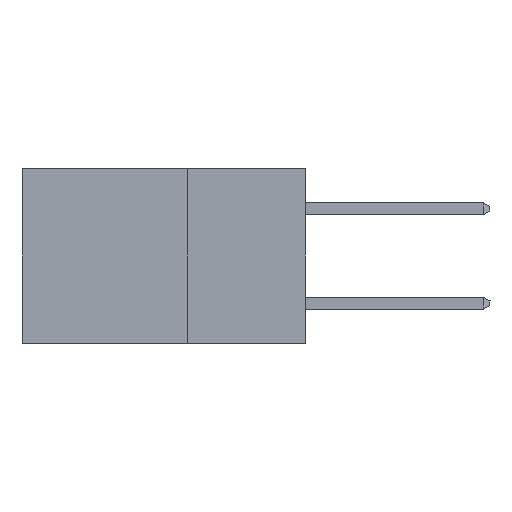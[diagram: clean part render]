
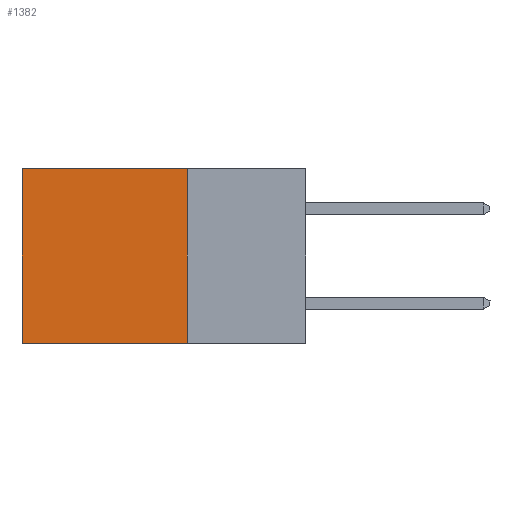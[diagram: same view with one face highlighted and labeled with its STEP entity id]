
A CAD part, left-side view. The second image highlights one B-rep face of the part: STEP entity #1382.
In plain terms, the highlighted planar face has unit normal (-1, 0, 0).
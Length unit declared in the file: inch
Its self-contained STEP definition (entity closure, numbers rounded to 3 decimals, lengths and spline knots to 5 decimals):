
#76 = LINE ( 'NONE', #1070, #7520 ) ;
#459 = LINE ( 'NONE', #2389, #9550 ) ;
#1070 = CARTESIAN_POINT ( 'NONE',  ( 0.298, 0.6, 0. ) ) ;
#1382 = ADVANCED_FACE ( 'NONE', ( #2175 ), #13355, .F. ) ;
#2175 = FACE_OUTER_BOUND ( 'NONE', #8364, .T. ) ;
#2184 = DIRECTION ( 'NONE',  ( 0., 1., 0. ) ) ;
#2389 = CARTESIAN_POINT ( 'NONE',  ( 0.298, 0.25, -0.37 ) ) ;
#4181 = VERTEX_POINT ( 'NONE', #4210 ) ;
#4210 = CARTESIAN_POINT ( 'NONE',  ( 0.298, 0.6, 0. ) ) ;
#4660 = LINE ( 'NONE', #4781, #5041 ) ;
#4734 = DIRECTION ( 'NONE',  ( 0., 0., -1. ) ) ;
#4781 = CARTESIAN_POINT ( 'NONE',  ( 0.298, 0.25, 0. ) ) ;
#5041 = VECTOR ( 'NONE', #14071, 39.37008 ) ;
#5912 = EDGE_CURVE ( 'NONE', #7804, #4181, #8907, .T. ) ;
#5951 = ORIENTED_EDGE ( 'NONE', *, *, #9351, .T. ) ;
#7100 = VECTOR ( 'NONE', #10246, 39.37008 ) ;
#7171 = VERTEX_POINT ( 'NONE', #11788 ) ;
#7204 = CARTESIAN_POINT ( 'NONE',  ( 0.298, 0.25, 0. ) ) ;
#7399 = ORIENTED_EDGE ( 'NONE', *, *, #8833, .F. ) ;
#7520 = VECTOR ( 'NONE', #4734, 39.37008 ) ;
#7804 = VERTEX_POINT ( 'NONE', #7204 ) ;
#8364 = EDGE_LOOP ( 'NONE', ( #5951, #7399, #10263, #12932 ) ) ;
#8833 = EDGE_CURVE ( 'NONE', #13402, #7171, #459, .T. ) ;
#8907 = LINE ( 'NONE', #9073, #7100 ) ;
#9073 = CARTESIAN_POINT ( 'NONE',  ( 0.298, 0.25, 0. ) ) ;
#9085 = CARTESIAN_POINT ( 'NONE',  ( 0.298, 0.25, -0.37 ) ) ;
#9351 = EDGE_CURVE ( 'NONE', #4181, #7171, #76, .T. ) ;
#9550 = VECTOR ( 'NONE', #2184, 39.37008 ) ;
#9664 = CARTESIAN_POINT ( 'NONE',  ( 0.298, 0.25, 0. ) ) ;
#10246 = DIRECTION ( 'NONE',  ( 0., 1., 0. ) ) ;
#10263 = ORIENTED_EDGE ( 'NONE', *, *, #12889, .F. ) ;
#10898 = DIRECTION ( 'NONE',  ( 1., 0., 0. ) ) ;
#11788 = CARTESIAN_POINT ( 'NONE',  ( 0.298, 0.6, -0.37 ) ) ;
#12114 = DIRECTION ( 'NONE',  ( 0., 0., -1. ) ) ;
#12889 = EDGE_CURVE ( 'NONE', #7804, #13402, #4660, .T. ) ;
#12932 = ORIENTED_EDGE ( 'NONE', *, *, #5912, .T. ) ;
#13355 = PLANE ( 'NONE',  #14999 ) ;
#13402 = VERTEX_POINT ( 'NONE', #9085 ) ;
#14071 = DIRECTION ( 'NONE',  ( 0., 0., -1. ) ) ;
#14999 = AXIS2_PLACEMENT_3D ( 'NONE', #9664, #10898, #12114 ) ;
